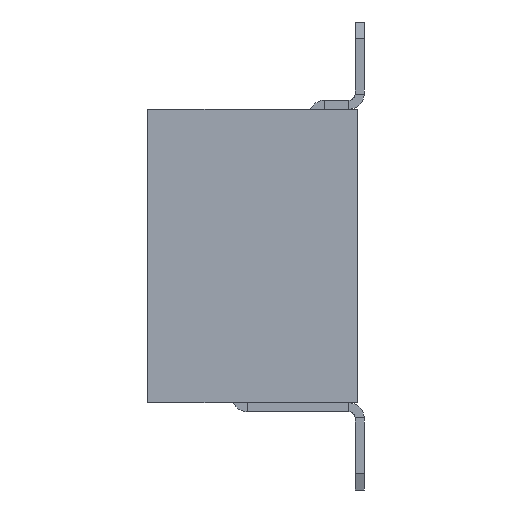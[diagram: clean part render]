
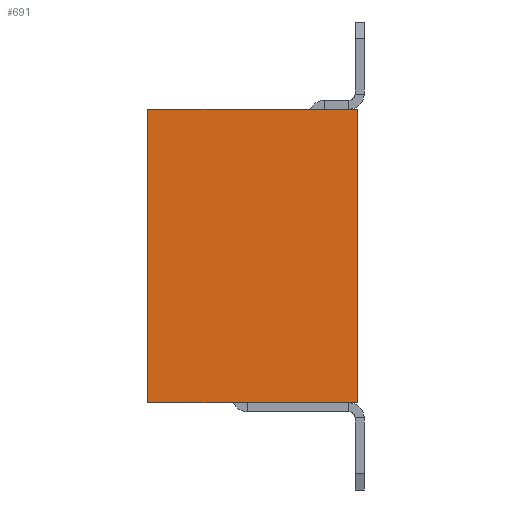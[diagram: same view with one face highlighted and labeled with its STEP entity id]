
A CAD part, left-side view. The second image highlights one B-rep face of the part: STEP entity #691.
In plain terms, the highlighted planar face has unit normal (-1, 0, 0).
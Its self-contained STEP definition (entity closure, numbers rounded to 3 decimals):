
#31 = DIRECTION ( 'NONE',  ( 0., -1., 0. ) ) ;
#439 = ORIENTED_EDGE ( 'NONE', *, *, #3759, .T. ) ;
#691 = ADVANCED_FACE ( 'NONE', ( #8703 ), #4192, .F. ) ;
#884 = DIRECTION ( 'NONE',  ( 0., -1., 0. ) ) ;
#1017 = VECTOR ( 'NONE', #5857, 1000. ) ;
#1099 = VERTEX_POINT ( 'NONE', #5062 ) ;
#1339 = CARTESIAN_POINT ( 'NONE',  ( -12.9, 1.725, 4.83 ) ) ;
#1577 = VECTOR ( 'NONE', #884, 1000. ) ;
#2507 = VERTEX_POINT ( 'NONE', #1339 ) ;
#3514 = CARTESIAN_POINT ( 'NONE',  ( -12.9, -1.725, 4.83 ) ) ;
#3597 = LINE ( 'NONE', #3769, #7642 ) ;
#3655 = AXIS2_PLACEMENT_3D ( 'NONE', #7774, #10460, #11395 ) ;
#3678 = LINE ( 'NONE', #3514, #1577 ) ;
#3759 = EDGE_CURVE ( 'NONE', #2507, #11374, #7552, .T. ) ;
#3769 = CARTESIAN_POINT ( 'NONE',  ( -12.9, -1.725, 0. ) ) ;
#3937 = EDGE_CURVE ( 'NONE', #2507, #10016, #3678, .T. ) ;
#4192 = PLANE ( 'NONE',  #3655 ) ;
#4334 = DIRECTION ( 'NONE',  ( 0., 0., -1. ) ) ;
#5062 = CARTESIAN_POINT ( 'NONE',  ( -12.9, -1.725, 0. ) ) ;
#5169 = LINE ( 'NONE', #6805, #5735 ) ;
#5636 = CARTESIAN_POINT ( 'NONE',  ( -12.9, -1.725, 4.83 ) ) ;
#5723 = EDGE_CURVE ( 'NONE', #10016, #1099, #5169, .T. ) ;
#5735 = VECTOR ( 'NONE', #4334, 1000. ) ;
#5857 = DIRECTION ( 'NONE',  ( 0., 0., -1. ) ) ;
#6396 = ORIENTED_EDGE ( 'NONE', *, *, #3937, .F. ) ;
#6520 = EDGE_LOOP ( 'NONE', ( #7600, #7732, #6396, #439 ) ) ;
#6805 = CARTESIAN_POINT ( 'NONE',  ( -12.9, -1.725, 4.83 ) ) ;
#7552 = LINE ( 'NONE', #11120, #1017 ) ;
#7600 = ORIENTED_EDGE ( 'NONE', *, *, #9494, .T. ) ;
#7642 = VECTOR ( 'NONE', #31, 1000. ) ;
#7732 = ORIENTED_EDGE ( 'NONE', *, *, #5723, .F. ) ;
#7774 = CARTESIAN_POINT ( 'NONE',  ( -12.9, -1.725, 4.83 ) ) ;
#8703 = FACE_OUTER_BOUND ( 'NONE', #6520, .T. ) ;
#9494 = EDGE_CURVE ( 'NONE', #11374, #1099, #3597, .T. ) ;
#10016 = VERTEX_POINT ( 'NONE', #5636 ) ;
#10460 = DIRECTION ( 'NONE',  ( 1., 0., 0. ) ) ;
#11120 = CARTESIAN_POINT ( 'NONE',  ( -12.9, 1.725, 4.83 ) ) ;
#11374 = VERTEX_POINT ( 'NONE', #11424 ) ;
#11395 = DIRECTION ( 'NONE',  ( 0., 0., -1. ) ) ;
#11424 = CARTESIAN_POINT ( 'NONE',  ( -12.9, 1.725, 0. ) ) ;
